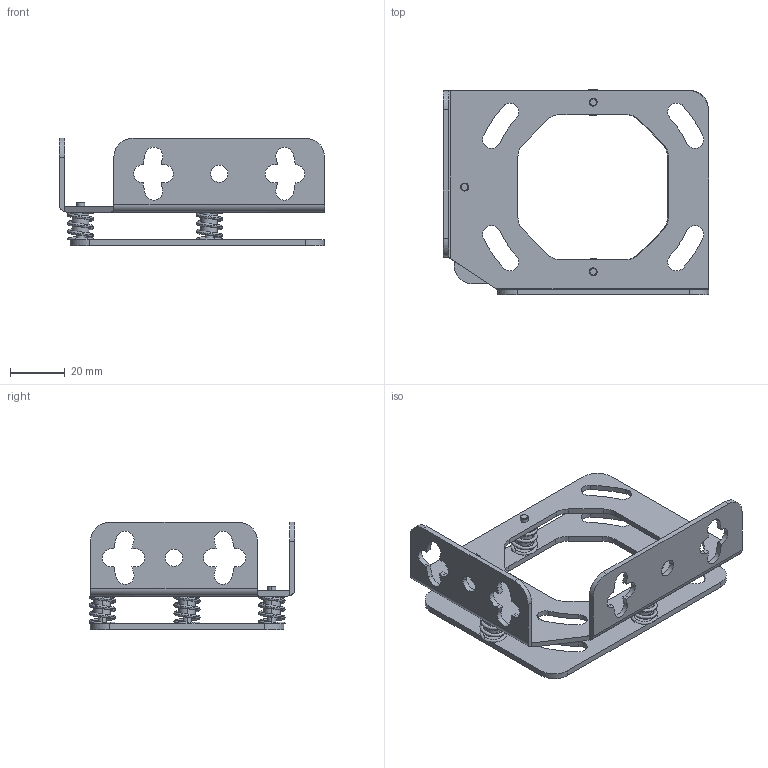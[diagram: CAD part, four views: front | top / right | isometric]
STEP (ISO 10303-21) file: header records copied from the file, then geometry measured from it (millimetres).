
FILE_DESCRIPTION((''),'2;1');
FILE_NAME('141804_SW','2008-08-15T',('banengservice'),('BANNER ENGINEERING'),'PRO/ENGINEER BY PARAMETRIC TECHNOLOGY CORPORATION, 2006170','PRO/ENGINEER BY PARAMETRIC TECHNOLOGY CORPORATION, 2006170','');
FILE_SCHEMA(('CONFIG_CONTROL_DESIGN'));
Length unit declared in the file: inch
Products named in the file (1): 141804_SW
Bounding box: 96.9 x 75.28 x 39.36 mm (x, y, z)
Volume: 20986.1 mm3; surface area: 26133.4 mm2
Topology: 1 solids, 4 shells, 283 faces, 763 edges, 487 vertices
Faces by surface type: cylinder 133, plane 105, cone 18, bspline 15, revolution 9, extrusion 3
Entity records: 15478 total; most frequent: CARTESIAN_POINT 8201, ORIENTED_EDGE 1526, DIRECTION 1494, EDGE_CURVE 763, AXIS2_PLACEMENT_3D 556, VERTEX_POINT 487, VECTOR 373, LINE 370
